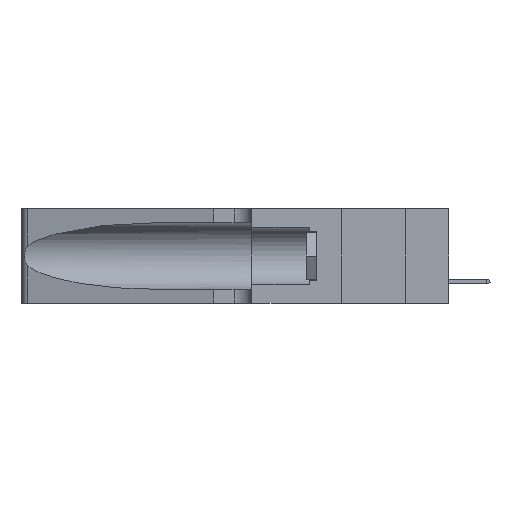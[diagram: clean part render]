
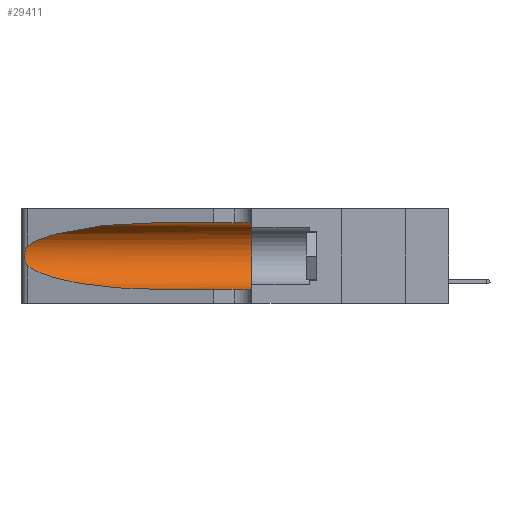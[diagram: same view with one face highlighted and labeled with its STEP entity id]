
A CAD part, left-side view. The second image highlights one B-rep face of the part: STEP entity #29411.
In plain terms, the highlighted cylindrical face has radius 3.308 mm (diameter 6.617 mm), a partial arc.
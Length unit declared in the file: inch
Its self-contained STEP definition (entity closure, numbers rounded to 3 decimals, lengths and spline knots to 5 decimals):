
#58 = CARTESIAN_POINT ( 'NONE',  ( 0.25555, 1.22994, 0.2215 ) ) ;
#73 = CARTESIAN_POINT ( 'NONE',  ( 0.18966, 0.96281, 0.31525 ) ) ;
#655 = CARTESIAN_POINT ( 'NONE',  ( 0.26017, 1.23833, 0.17102 ) ) ;
#2430 = CARTESIAN_POINT ( 'NONE',  ( 0.1305, 0.35, 0.185 ) ) ;
#2642 = CARTESIAN_POINT ( 'NONE',  ( 0.1305, 1.61858, 0.31525 ) ) ;
#2780 = EDGE_CURVE ( 'NONE', #11547, #22891, #12263, .T. ) ;
#3811 = CARTESIAN_POINT ( 'NONE',  ( 0.25789, 1.23486, 0.15765 ) ) ;
#3947 = VERTEX_POINT ( 'NONE', #13749 ) ;
#4267 = CARTESIAN_POINT ( 'NONE',  ( 0.1305, 0.72297, 0.31525 ) ) ;
#5497 = CARTESIAN_POINT ( 'NONE',  ( 0.26018, 1.23835, 0.19895 ) ) ;
#5725 = AXIS2_PLACEMENT_3D ( 'NONE', #28105, #28351, #19996 ) ;
#5935 = CARTESIAN_POINT ( 'NONE',  ( 0.2373, 1.15595, 0.08982 ) ) ;
#6543 = EDGE_CURVE ( 'NONE', #24585, #11547, #12797, .T. ) ;
#7674 = CARTESIAN_POINT ( 'NONE',  ( 0.1305, 0.35, 0.05475 ) ) ;
#7749 = ORIENTED_EDGE ( 'NONE', *, *, #28615, .F. ) ;
#9266 = CARTESIAN_POINT ( 'NONE',  ( 0.25487, 1.22718, 0.14631 ) ) ;
#10906 = DIRECTION ( 'NONE',  ( 0., 0., 1. ) ) ;
#11547 = VERTEX_POINT ( 'NONE', #29960 ) ;
#12263 = LINE ( 'NONE', #21750, #29593 ) ;
#12797 =( BOUNDED_CURVE ( )  B_SPLINE_CURVE ( 3, ( #9266, #5935, #31219, #30858 ),
 .UNSPECIFIED., .F., .T. ) 
 B_SPLINE_CURVE_WITH_KNOTS ( ( 4, 4 ),
 ( 3.44316, 4.71239 ),
 .UNSPECIFIED. ) 
 CURVE ( )  GEOMETRIC_REPRESENTATION_ITEM ( )  RATIONAL_B_SPLINE_CURVE ( ( 1., 0.87, 0.87, 1. ) ) 
 REPRESENTATION_ITEM ( '' )  );
#13749 = CARTESIAN_POINT ( 'NONE',  ( 0.25487, 1.22718, 0.22369 ) ) ;
#14780 = ORIENTED_EDGE ( 'NONE', *, *, #32234, .F. ) ;
#16421 = CIRCLE ( 'NONE', #27583, 0.13025 ) ;
#19423 = CARTESIAN_POINT ( 'NONE',  ( 0.26075, 1.23896, 0.19203 ) ) ;
#19448 = CARTESIAN_POINT ( 'NONE',  ( 0.2373, 1.15595, 0.28018 ) ) ;
#19996 = DIRECTION ( 'NONE',  ( 0., 0., -1. ) ) ;
#20329 = ORIENTED_EDGE ( 'NONE', *, *, #25110, .T. ) ;
#21252 = VERTEX_POINT ( 'NONE', #34317 ) ;
#21750 = CARTESIAN_POINT ( 'NONE',  ( 0.1305, 1.61858, 0.05475 ) ) ;
#22237 = CARTESIAN_POINT ( 'NONE',  ( 0.26075, 1.23896, 0.178 ) ) ;
#22344 = VERTEX_POINT ( 'NONE', #4267 ) ;
#22351 = CARTESIAN_POINT ( 'NONE',  ( 0.25854, 1.2359, 0.20912 ) ) ;
#22891 = VERTEX_POINT ( 'NONE', #7674 ) ;
#22999 = VECTOR ( 'NONE', #35516, 39.37008 ) ;
#23112 = EDGE_LOOP ( 'NONE', ( #20329, #31209, #28421, #33142, #14780, #7749 ) ) ;
#23547 = CARTESIAN_POINT ( 'NONE',  ( 0.25639, 1.23186, 0.15144 ) ) ;
#24585 = VERTEX_POINT ( 'NONE', #34432 ) ;
#25110 = EDGE_CURVE ( 'NONE', #22344, #3947, #31621, .T. ) ;
#27312 = CYLINDRICAL_SURFACE ( 'NONE', #5725, 0.13025 ) ;
#27511 = CARTESIAN_POINT ( 'NONE',  ( 0.25487, 1.22718, 0.14631 ) ) ;
#27583 = AXIS2_PLACEMENT_3D ( 'NONE', #2430, #35750, #10906 ) ;
#28033 = CARTESIAN_POINT ( 'NONE',  ( 0.1305, 0.72297, 0.31525 ) ) ;
#28105 = CARTESIAN_POINT ( 'NONE',  ( 0.1305, 1.61858, 0.185 ) ) ;
#28351 = DIRECTION ( 'NONE',  ( 0., -1., 0. ) ) ;
#28421 = ORIENTED_EDGE ( 'NONE', *, *, #6543, .T. ) ;
#28615 = EDGE_CURVE ( 'NONE', #22344, #21252, #29085, .T. ) ;
#29085 = LINE ( 'NONE', #2642, #22999 ) ;
#29411 = ADVANCED_FACE ( 'NONE', ( #29468 ), #27312, .F. ) ;
#29468 = FACE_OUTER_BOUND ( 'NONE', #23112, .T. ) ;
#29593 = VECTOR ( 'NONE', #30764, 39.37008 ) ;
#29863 = EDGE_CURVE ( 'NONE', #3947, #24585, #30074, .T. ) ;
#29960 = CARTESIAN_POINT ( 'NONE',  ( 0.1305, 0.72297, 0.05475 ) ) ;
#30042 = CARTESIAN_POINT ( 'NONE',  ( 0.25856, 1.23593, 0.16098 ) ) ;
#30074 = B_SPLINE_CURVE_WITH_KNOTS ( 'NONE', 3,
 ( #35738, #58, #33091, #30211, #22351, #5497, #19423, #22237, #655, #30042, #3811, #23547, #34741, #27511 ),
 .UNSPECIFIED., .F., .F.,
 ( 4, 2, 2, 2, 2, 2, 4 ),
 ( 0., 0.00027, 0.00053, 0.00107, 0.0016, 0.00187, 0.00214 ),
 .UNSPECIFIED. ) ;
#30211 = CARTESIAN_POINT ( 'NONE',  ( 0.25787, 1.23484, 0.2124 ) ) ;
#30764 = DIRECTION ( 'NONE',  ( 0., -1., 0. ) ) ;
#30858 = CARTESIAN_POINT ( 'NONE',  ( 0.1305, 0.72297, 0.05475 ) ) ;
#30925 = CARTESIAN_POINT ( 'NONE',  ( 0.25487, 1.22718, 0.22369 ) ) ;
#31209 = ORIENTED_EDGE ( 'NONE', *, *, #29863, .T. ) ;
#31219 = CARTESIAN_POINT ( 'NONE',  ( 0.18966, 0.96281, 0.05475 ) ) ;
#31621 =( BOUNDED_CURVE ( )  B_SPLINE_CURVE ( 3, ( #28033, #73, #19448, #30925 ),
 .UNSPECIFIED., .F., .T. ) 
 B_SPLINE_CURVE_WITH_KNOTS ( ( 4, 4 ),
 ( 1.5708, 2.84003 ),
 .UNSPECIFIED. ) 
 CURVE ( )  GEOMETRIC_REPRESENTATION_ITEM ( )  RATIONAL_B_SPLINE_CURVE ( ( 1., 0.87, 0.87, 1. ) ) 
 REPRESENTATION_ITEM ( '' )  );
#32234 = EDGE_CURVE ( 'NONE', #21252, #22891, #16421, .T. ) ;
#33091 = CARTESIAN_POINT ( 'NONE',  ( 0.25639, 1.23184, 0.21858 ) ) ;
#33142 = ORIENTED_EDGE ( 'NONE', *, *, #2780, .T. ) ;
#34317 = CARTESIAN_POINT ( 'NONE',  ( 0.1305, 0.35, 0.31525 ) ) ;
#34432 = CARTESIAN_POINT ( 'NONE',  ( 0.25487, 1.22718, 0.14631 ) ) ;
#34741 = CARTESIAN_POINT ( 'NONE',  ( 0.25555, 1.22993, 0.14849 ) ) ;
#35516 = DIRECTION ( 'NONE',  ( 0., -1., 0. ) ) ;
#35738 = CARTESIAN_POINT ( 'NONE',  ( 0.25487, 1.22718, 0.22369 ) ) ;
#35750 = DIRECTION ( 'NONE',  ( 0., 1., 0. ) ) ;
